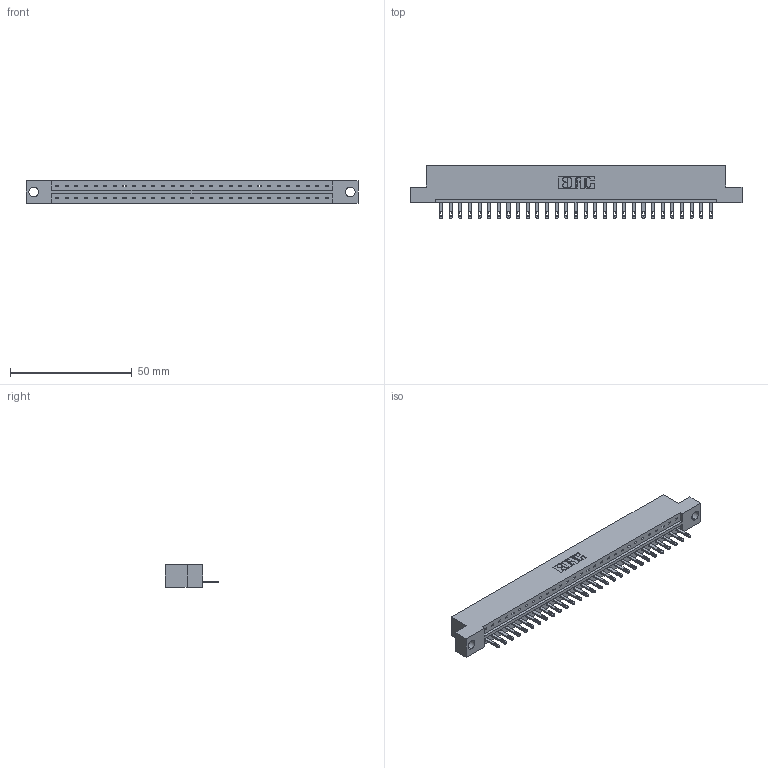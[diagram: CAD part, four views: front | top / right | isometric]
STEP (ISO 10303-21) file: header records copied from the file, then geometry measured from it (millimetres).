
FILE_DESCRIPTION (( 'STEP AP203' ), '1' );
FILE_NAME ('333-029-500-104.STEP', '2018-08-02T16:06:34', ( '' ), ( '' ), 'SwSTEP 2.0', 'SolidWorks 2016', '' );
FILE_SCHEMA (( 'CONFIG_CONTROL_DESIGN' ));
Length unit declared in the file: inch
Products named in the file (3): 333-029-500-104; 333 Part_Flush - .156 Dia - TH; 345-292-001_345-293-100
Assembly tree (30 placements, depth 2):
  333-029-500-104
    333 Part_Flush - .156 Dia - TH
    345-292-001_345-293-100  x29
Bounding box: 136.45 x 21.85 x 9.4 mm (x, y, z)
Volume: 13548.9 mm3; surface area: 14440.4 mm2
Topology: 30 solids, 30 shells, 1680 faces, 5183 edges, 3454 vertices
Faces by surface type: plane 1114, cylinder 566
Entity records: 19343 total; most frequent: CARTESIAN_POINT 3345, ORIENTED_EDGE 3310, DIRECTION 2849, EDGE_CURVE 1655, VECTOR 1523, LINE 1523, VERTEX_POINT 1102, AXIS2_PLACEMENT_3D 663
